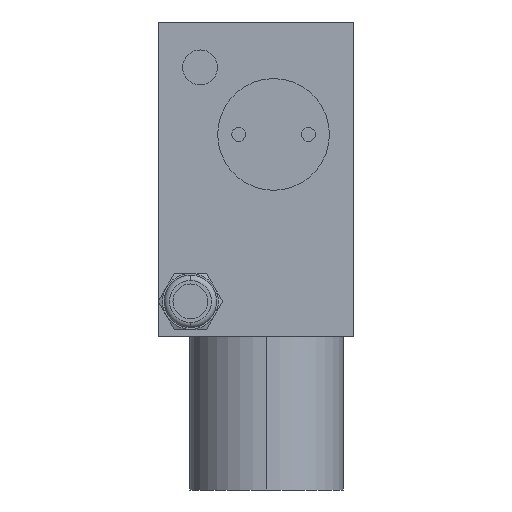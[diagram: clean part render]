
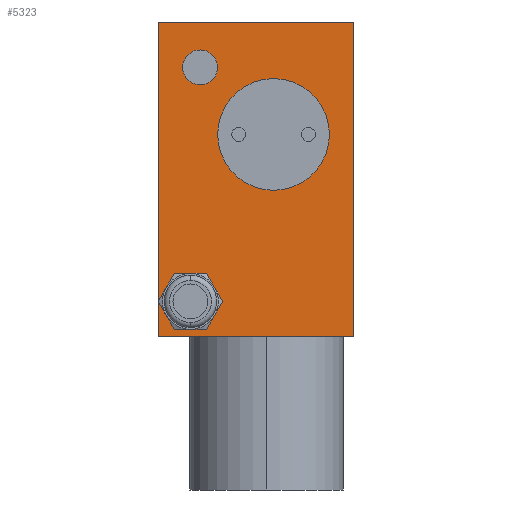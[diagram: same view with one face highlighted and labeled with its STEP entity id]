
A CAD part, left-side view. The second image highlights one B-rep face of the part: STEP entity #5323.
In plain terms, the highlighted planar face has unit normal (-1, 0, 0).
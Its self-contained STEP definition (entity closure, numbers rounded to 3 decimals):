
#333=DIRECTION('',(0.,-1.,0.));
#334=VECTOR('',#333,28.);
#335=CARTESIAN_POINT('',(0.,28.,0.));
#336=LINE('',#335,#334);
#903=DIRECTION('',(0.,0.,1.));
#904=VECTOR('',#903,45.);
#905=CARTESIAN_POINT('',(0.,28.,-45.));
#906=LINE('',#905,#904);
#947=DIRECTION('',(0.,-1.,0.));
#948=VECTOR('',#947,28.);
#949=CARTESIAN_POINT('',(0.,28.,-45.));
#950=LINE('',#949,#948);
#951=DIRECTION('',(0.,0.,1.));
#952=VECTOR('',#951,45.);
#953=CARTESIAN_POINT('',(0.,0.,-45.));
#954=LINE('',#953,#952);
#955=CARTESIAN_POINT('',(0.,11.5,-16.1));
#956=DIRECTION('',(1.,0.,0.));
#957=DIRECTION('',(0.,0.,-1.));
#958=AXIS2_PLACEMENT_3D('',#955,#956,#957);
#960=CARTESIAN_POINT('',(0.,11.5,-16.1));
#961=DIRECTION('',(1.,0.,0.));
#962=DIRECTION('',(0.,0.,1.));
#963=AXIS2_PLACEMENT_3D('',#960,#961,#962);
#965=CARTESIAN_POINT('',(0.,22.,-6.5));
#966=DIRECTION('',(1.,0.,0.));
#967=DIRECTION('',(0.,0.,-1.));
#968=AXIS2_PLACEMENT_3D('',#965,#966,#967);
#970=CARTESIAN_POINT('',(0.,22.,-6.5));
#971=DIRECTION('',(1.,0.,0.));
#972=DIRECTION('',(0.,0.,1.));
#973=AXIS2_PLACEMENT_3D('',#970,#971,#972);
#975=CARTESIAN_POINT('',(0.,23.4,-40.));
#976=DIRECTION('',(-1.,0.,0.));
#977=DIRECTION('',(0.,-0.866,0.5));
#978=AXIS2_PLACEMENT_3D('',#975,#976,#977);
#980=CARTESIAN_POINT('',(0.,23.4,-40.));
#981=DIRECTION('',(-1.,0.,0.));
#982=DIRECTION('',(0.,0.,1.));
#983=AXIS2_PLACEMENT_3D('',#980,#981,#982);
#985=CARTESIAN_POINT('',(0.,23.4,-40.));
#986=DIRECTION('',(-1.,0.,0.));
#987=DIRECTION('',(0.,0.866,0.5));
#988=AXIS2_PLACEMENT_3D('',#985,#986,#987);
#990=CARTESIAN_POINT('',(0.,23.4,-40.));
#991=DIRECTION('',(-1.,0.,0.));
#992=DIRECTION('',(0.,0.866,-0.5));
#993=AXIS2_PLACEMENT_3D('',#990,#991,#992);
#995=CARTESIAN_POINT('',(0.,23.4,-40.));
#996=DIRECTION('',(-1.,0.,0.));
#997=DIRECTION('',(0.,0.,-1.));
#998=AXIS2_PLACEMENT_3D('',#995,#996,#997);
#1000=CARTESIAN_POINT('',(0.,23.4,-40.));
#1001=DIRECTION('',(-1.,0.,0.));
#1002=DIRECTION('',(0.,-0.866,-0.5));
#1003=AXIS2_PLACEMENT_3D('',#1000,#1001,#1002);
#3431=CARTESIAN_POINT('',(0.,0.,-45.));
#3432=VERTEX_POINT('',#3431);
#3433=CARTESIAN_POINT('',(0.,28.,-45.));
#3434=VERTEX_POINT('',#3433);
#3447=CARTESIAN_POINT('',(0.,0.,0.));
#3448=VERTEX_POINT('',#3447);
#3453=CARTESIAN_POINT('',(0.,28.,0.));
#3454=VERTEX_POINT('',#3453);
#3455=CARTESIAN_POINT('',(0.,11.5,-24.1));
#3456=CARTESIAN_POINT('',(0.,11.5,-8.1));
#3457=VERTEX_POINT('',#3455);
#3458=VERTEX_POINT('',#3456);
#3459=CARTESIAN_POINT('',(0.,22.,-9.));
#3460=CARTESIAN_POINT('',(0.,22.,-4.));
#3461=VERTEX_POINT('',#3459);
#3462=VERTEX_POINT('',#3460);
#4353=CARTESIAN_POINT('',(0.,19.936,-38.));
#4354=CARTESIAN_POINT('',(0.,23.4,-36.));
#4355=VERTEX_POINT('',#4353);
#4356=VERTEX_POINT('',#4354);
#4357=CARTESIAN_POINT('',(0.,26.864,-42.));
#4358=CARTESIAN_POINT('',(0.,23.4,-44.));
#4359=VERTEX_POINT('',#4357);
#4360=VERTEX_POINT('',#4358);
#4361=CARTESIAN_POINT('',(0.,19.936,-42.));
#4362=VERTEX_POINT('',#4361);
#4363=CARTESIAN_POINT('',(0.,26.864,-38.));
#4364=VERTEX_POINT('',#4363);
#5285=CARTESIAN_POINT('',(0.,14.,-22.5));
#5286=DIRECTION('',(1.,0.,0.));
#5287=DIRECTION('',(0.,-1.,0.));
#5288=AXIS2_PLACEMENT_3D('',#5285,#5286,#5287);
#5289=PLANE('',#5288);
#5290=ORIENTED_EDGE('',*,*,#5170,.F.);
#5291=ORIENTED_EDGE('',*,*,#5256,.T.);
#5292=ORIENTED_EDGE('',*,*,#4767,.T.);
#5294=ORIENTED_EDGE('',*,*,#5293,.F.);
#5295=EDGE_LOOP('',(#5290,#5291,#5292,#5294));
#5296=FACE_OUTER_BOUND('',#5295,.F.);
#5298=ORIENTED_EDGE('',*,*,#5297,.F.);
#5300=ORIENTED_EDGE('',*,*,#5299,.F.);
#5301=EDGE_LOOP('',(#5298,#5300));
#5302=FACE_BOUND('',#5301,.F.);
#5304=ORIENTED_EDGE('',*,*,#5303,.F.);
#5306=ORIENTED_EDGE('',*,*,#5305,.F.);
#5307=EDGE_LOOP('',(#5304,#5306));
#5308=FACE_BOUND('',#5307,.F.);
#5310=ORIENTED_EDGE('',*,*,#5309,.T.);
#5312=ORIENTED_EDGE('',*,*,#5311,.T.);
#5314=ORIENTED_EDGE('',*,*,#5313,.T.);
#5316=ORIENTED_EDGE('',*,*,#5315,.T.);
#5318=ORIENTED_EDGE('',*,*,#5317,.T.);
#5320=ORIENTED_EDGE('',*,*,#5319,.T.);
#5321=EDGE_LOOP('',(#5310,#5312,#5314,#5316,#5318,#5320));
#5322=FACE_BOUND('',#5321,.F.);
#5323=ADVANCED_FACE('',(#5296,#5302,#5308,#5322),#5289,.F.);
#959=CIRCLE('',#958,8.);
#964=CIRCLE('',#963,8.);
#969=CIRCLE('',#968,2.5);
#974=CIRCLE('',#973,2.5);
#979=CIRCLE('',#978,4.);
#984=CIRCLE('',#983,4.);
#989=CIRCLE('',#988,4.);
#994=CIRCLE('',#993,4.);
#999=CIRCLE('',#998,4.);
#1004=CIRCLE('',#1003,4.);
#4767=EDGE_CURVE('',#3454,#3448,#336,.T.);
#5170=EDGE_CURVE('',#3434,#3432,#950,.T.);
#5256=EDGE_CURVE('',#3434,#3454,#906,.T.);
#5293=EDGE_CURVE('',#3432,#3448,#954,.T.);
#5297=EDGE_CURVE('',#3457,#3458,#959,.T.);
#5299=EDGE_CURVE('',#3458,#3457,#964,.T.);
#5303=EDGE_CURVE('',#3461,#3462,#969,.T.);
#5305=EDGE_CURVE('',#3462,#3461,#974,.T.);
#5309=EDGE_CURVE('',#4355,#4356,#979,.T.);
#5311=EDGE_CURVE('',#4356,#4364,#984,.T.);
#5313=EDGE_CURVE('',#4364,#4359,#989,.T.);
#5315=EDGE_CURVE('',#4359,#4360,#994,.T.);
#5317=EDGE_CURVE('',#4360,#4362,#999,.T.);
#5319=EDGE_CURVE('',#4362,#4355,#1004,.T.);
